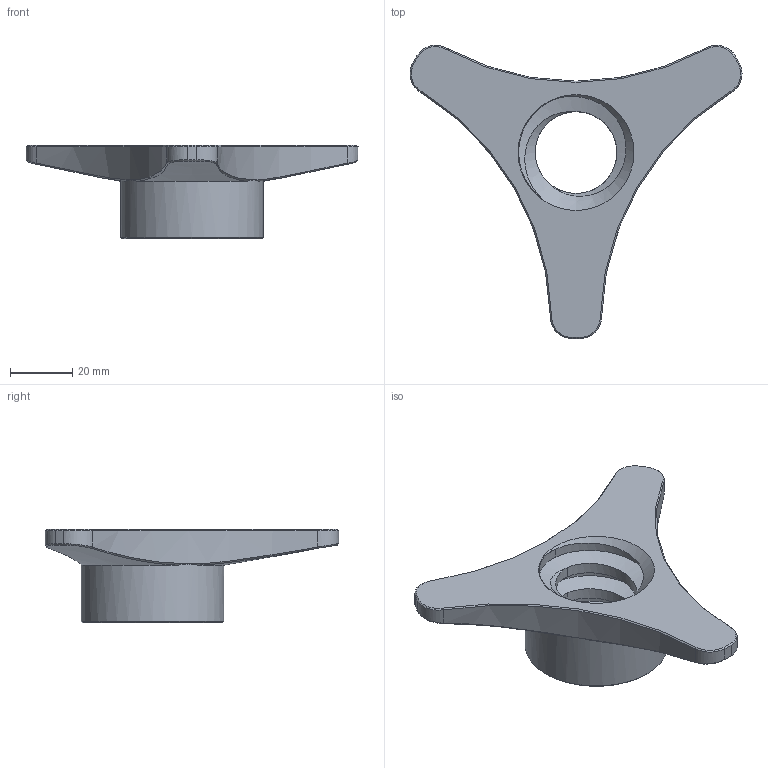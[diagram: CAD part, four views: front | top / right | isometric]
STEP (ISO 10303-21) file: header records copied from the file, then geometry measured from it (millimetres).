
FILE_DESCRIPTION(/* description */ (''),/* implementation_level */ '2;1');
FILE_NAME(/* name */ 'Spinner_Clamp_Thin.step',/* time_stamp */ '2022-01-07T16:26:48-05:00',/* author */ (''),/* organization */ (''),/* preprocessor_version */ 'ST-DEVELOPER v18.1',/* originating_system */ 'Autodesk Translation Framework v10.10.0.1391',/* authorisation */ '');
FILE_SCHEMA (('AUTOMOTIVE_DESIGN { 1 0 10303 214 3 1 1 }'));
Length unit declared in the file: millimetre
Products named in the file (1): Spinner_Clamp_Thin
Bounding box: 107 x 94.55 x 30 mm (x, y, z)
Volume: 45106.6 mm3; surface area: 16519.3 mm2
Topology: 1 solids, 1 shells, 63 faces, 155 edges, 94 vertices
Faces by surface type: cone 21, cylinder 20, bspline 20, plane 2
Full cylindrical faces by diameter (mm): 26.355 x1, 37 x2, 46 x1
Entity records: 3899 total; most frequent: CARTESIAN_POINT 2525, ORIENTED_EDGE 310, DIRECTION 223, EDGE_CURVE 155, VERTEX_POINT 94, AXIS2_PLACEMENT_3D 86, EDGE_LOOP 65, FACE_OUTER_BOUND 63
